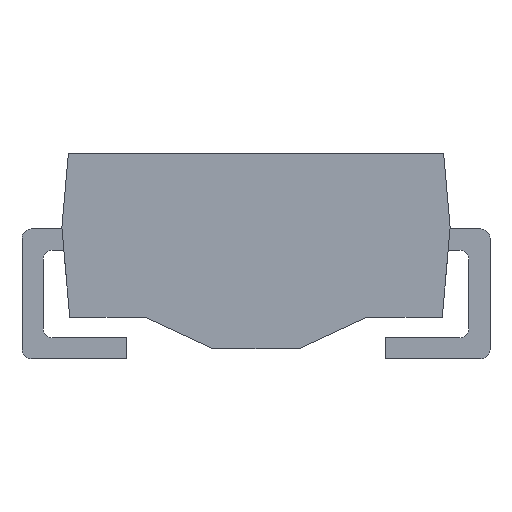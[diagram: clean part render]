
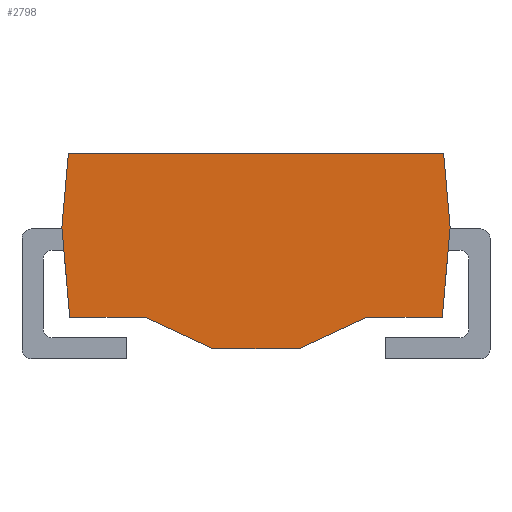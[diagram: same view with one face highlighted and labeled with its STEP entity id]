
A CAD part, front view. The second image highlights one B-rep face of the part: STEP entity #2798.
In plain terms, the highlighted face is planar.
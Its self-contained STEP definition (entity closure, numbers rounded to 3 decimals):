
#101=PLANE('',#2924);
#232=LINE('',#4203,#470);
#267=LINE('',#4328,#505);
#271=LINE('',#4337,#509);
#274=LINE('',#4343,#512);
#278=LINE('',#4349,#516);
#282=LINE('',#4358,#520);
#285=LINE('',#4364,#523);
#291=LINE('',#4375,#529);
#298=LINE('',#4389,#536);
#300=LINE('',#4392,#538);
#470=VECTOR('',#3117,1000.);
#505=VECTOR('',#3182,1000.);
#509=VECTOR('',#3188,1000.);
#512=VECTOR('',#3193,1000.);
#516=VECTOR('',#3201,1000.);
#520=VECTOR('',#3207,1000.);
#523=VECTOR('',#3212,1000.);
#529=VECTOR('',#3220,1000.);
#536=VECTOR('',#3229,1000.);
#538=VECTOR('',#3233,1000.);
#984=ORIENTED_EDGE('',*,*,#1311,.T.);
#985=ORIENTED_EDGE('',*,*,#1373,.T.);
#986=ORIENTED_EDGE('',*,*,#1379,.T.);
#987=ORIENTED_EDGE('',*,*,#1366,.T.);
#988=ORIENTED_EDGE('',*,*,#1359,.T.);
#989=ORIENTED_EDGE('',*,*,#1362,.T.);
#990=ORIENTED_EDGE('',*,*,#1355,.T.);
#991=ORIENTED_EDGE('',*,*,#1370,.T.);
#992=ORIENTED_EDGE('',*,*,#1386,.T.);
#993=ORIENTED_EDGE('',*,*,#1388,.T.);
#1311=EDGE_CURVE('',#1573,#1572,#232,.T.);
#1355=EDGE_CURVE('',#1608,#1607,#267,.T.);
#1359=EDGE_CURVE('',#1612,#1611,#271,.T.);
#1362=EDGE_CURVE('',#1611,#1608,#274,.T.);
#1366=EDGE_CURVE('',#1614,#1612,#278,.T.);
#1370=EDGE_CURVE('',#1607,#1617,#282,.T.);
#1373=EDGE_CURVE('',#1572,#1619,#285,.T.);
#1379=EDGE_CURVE('',#1619,#1614,#291,.T.);
#1386=EDGE_CURVE('',#1617,#1629,#298,.T.);
#1388=EDGE_CURVE('',#1629,#1573,#300,.T.);
#1572=VERTEX_POINT('',#4202);
#1573=VERTEX_POINT('',#4204);
#1607=VERTEX_POINT('',#4327);
#1608=VERTEX_POINT('',#4329);
#1611=VERTEX_POINT('',#4336);
#1612=VERTEX_POINT('',#4338);
#1614=VERTEX_POINT('',#4350);
#1617=VERTEX_POINT('',#4357);
#1619=VERTEX_POINT('',#4363);
#1629=VERTEX_POINT('',#4388);
#1777=EDGE_LOOP('',(#984,#985,#986,#987,#988,#989,#990,#991,#992,#993));
#1900=FACE_BOUND('',#1777,.T.);
#2798=ADVANCED_FACE('',(#1900),#101,.T.);
#2924=AXIS2_PLACEMENT_3D('',#4457,#3305,#3306);
#3117=DIRECTION('',(-1.,0.,0.));
#3182=DIRECTION('',(0.908,0.42,0.));
#3188=DIRECTION('',(0.908,-0.42,0.));
#3193=DIRECTION('',(1.,0.,0.));
#3201=DIRECTION('',(1.,0.,0.));
#3207=DIRECTION('',(1.,0.,0.));
#3212=DIRECTION('',(-0.087,-0.996,0.));
#3220=DIRECTION('',(0.087,-0.996,0.));
#3229=DIRECTION('',(0.087,0.996,0.));
#3233=DIRECTION('',(-0.087,0.996,0.));
#3305=DIRECTION('',(0.,0.,1.));
#3306=DIRECTION('',(1.,0.,0.));
#4202=CARTESIAN_POINT('',(-2.049,1.005,1.335));
#4203=CARTESIAN_POINT('',(2.087,1.005,1.335));
#4204=CARTESIAN_POINT('',(2.049,1.005,1.335));
#4327=CARTESIAN_POINT('',(1.209,-0.789,1.335));
#4328=CARTESIAN_POINT('',(0.462,-1.134,1.335));
#4329=CARTESIAN_POINT('',(0.472,-1.13,1.335));
#4336=CARTESIAN_POINT('',(-0.472,-1.13,1.335));
#4337=CARTESIAN_POINT('',(-1.241,-0.774,1.335));
#4338=CARTESIAN_POINT('',(-1.209,-0.789,1.335));
#4343=CARTESIAN_POINT('',(-0.5,-1.13,1.335));
#4349=CARTESIAN_POINT('',(-2.065,-0.789,1.335));
#4350=CARTESIAN_POINT('',(-2.034,-0.789,1.335));
#4357=CARTESIAN_POINT('',(2.034,-0.789,1.335));
#4358=CARTESIAN_POINT('',(1.209,-0.789,1.335));
#4363=CARTESIAN_POINT('',(-2.12,0.193,1.335));
#4364=CARTESIAN_POINT('',(-2.049,1.002,1.335));
#4375=CARTESIAN_POINT('',(-2.121,0.201,1.335));
#4388=CARTESIAN_POINT('',(2.12,0.193,1.335));
#4389=CARTESIAN_POINT('',(2.027,-0.869,1.335));
#4392=CARTESIAN_POINT('',(2.12,0.193,1.335));
#4457=CARTESIAN_POINT('',(0.,0.,1.335));
